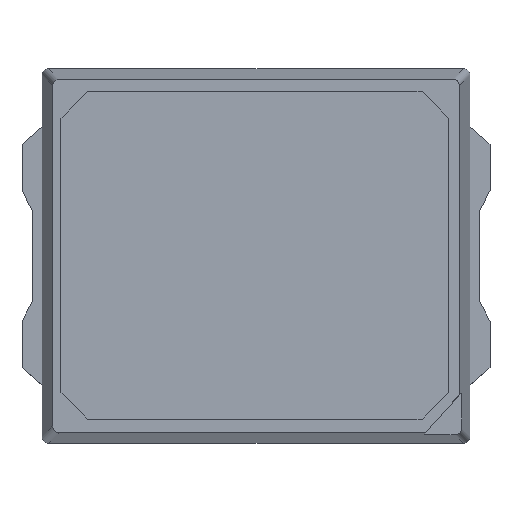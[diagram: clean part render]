
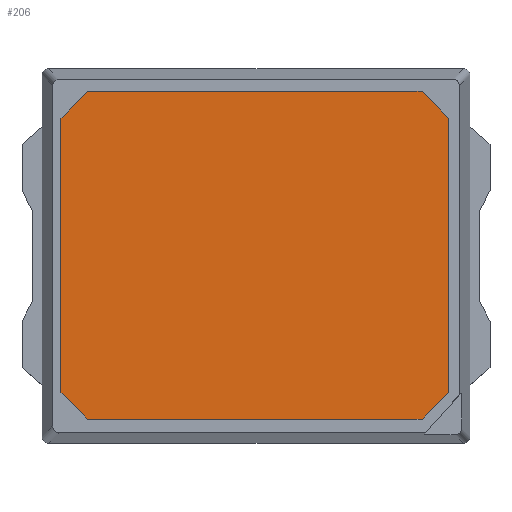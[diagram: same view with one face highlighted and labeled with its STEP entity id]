
A CAD part, top view. The second image highlights one B-rep face of the part: STEP entity #206.
In plain terms, the highlighted planar face has unit normal (0, 0, 1).
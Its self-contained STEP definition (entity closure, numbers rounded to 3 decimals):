
#206=ADVANCED_FACE('',(#423),#311,.T.);
#311=PLANE('',#2375);
#423=FACE_OUTER_BOUND('',#537,.T.);
#537=EDGE_LOOP('',(#943,#944,#945,#946,#947,#948,#949,#950));
#943=ORIENTED_EDGE('',*,*,#1569,.T.);
#944=ORIENTED_EDGE('',*,*,#1573,.T.);
#945=ORIENTED_EDGE('',*,*,#1576,.T.);
#946=ORIENTED_EDGE('',*,*,#1579,.T.);
#947=ORIENTED_EDGE('',*,*,#1582,.T.);
#948=ORIENTED_EDGE('',*,*,#1585,.T.);
#949=ORIENTED_EDGE('',*,*,#1588,.T.);
#950=ORIENTED_EDGE('',*,*,#1590,.T.);
#1309=VERTEX_POINT('',#3322);
#1310=VERTEX_POINT('',#3324);
#1312=VERTEX_POINT('',#3330);
#1314=VERTEX_POINT('',#3336);
#1316=VERTEX_POINT('',#3342);
#1318=VERTEX_POINT('',#3348);
#1320=VERTEX_POINT('',#3354);
#1322=VERTEX_POINT('',#3360);
#1569=EDGE_CURVE('',#1310,#1309,#1857,.T.);
#1573=EDGE_CURVE('',#1309,#1312,#1861,.T.);
#1576=EDGE_CURVE('',#1312,#1314,#1864,.T.);
#1579=EDGE_CURVE('',#1314,#1316,#1867,.T.);
#1582=EDGE_CURVE('',#1316,#1318,#1870,.T.);
#1585=EDGE_CURVE('',#1318,#1320,#1873,.T.);
#1588=EDGE_CURVE('',#1320,#1322,#1876,.T.);
#1590=EDGE_CURVE('',#1322,#1310,#1878,.T.);
#1857=LINE('',#3323,#2145);
#1861=LINE('',#3331,#2149);
#1864=LINE('',#3337,#2152);
#1867=LINE('',#3343,#2155);
#1870=LINE('',#3349,#2158);
#1873=LINE('',#3355,#2161);
#1876=LINE('',#3361,#2164);
#1878=LINE('',#3364,#2166);
#2145=VECTOR('',#2730,1.);
#2149=VECTOR('',#2736,1.);
#2152=VECTOR('',#2741,1.);
#2155=VECTOR('',#2746,1.);
#2158=VECTOR('',#2751,1.);
#2161=VECTOR('',#2756,1.);
#2164=VECTOR('',#2761,1.);
#2166=VECTOR('',#2765,1.);
#2375=AXIS2_PLACEMENT_3D('',#3366,#2768,#2769);
#2730=DIRECTION('',(0.,-1.,0.));
#2736=DIRECTION('',(0.707,-0.707,0.));
#2741=DIRECTION('',(1.,0.,0.));
#2746=DIRECTION('',(0.707,0.707,0.));
#2751=DIRECTION('',(0.,1.,0.));
#2756=DIRECTION('',(-0.707,0.707,0.));
#2761=DIRECTION('',(-1.,0.,0.));
#2765=DIRECTION('',(-0.707,-0.707,0.));
#2768=DIRECTION('',(0.,0.,1.));
#2769=DIRECTION('',(1.,0.,0.));
#3322=CARTESIAN_POINT('',(-1.45,-1.025,0.1));
#3323=CARTESIAN_POINT('',(-1.45,1.025,0.1));
#3324=CARTESIAN_POINT('',(-1.45,1.025,0.1));
#3330=CARTESIAN_POINT('',(-1.25,-1.225,0.1));
#3331=CARTESIAN_POINT('',(-1.45,-1.025,0.1));
#3336=CARTESIAN_POINT('',(1.25,-1.225,0.1));
#3337=CARTESIAN_POINT('',(-1.25,-1.225,0.1));
#3342=CARTESIAN_POINT('',(1.45,-1.025,0.1));
#3343=CARTESIAN_POINT('',(1.25,-1.225,0.1));
#3348=CARTESIAN_POINT('',(1.45,1.025,0.1));
#3349=CARTESIAN_POINT('',(1.45,-1.025,0.1));
#3354=CARTESIAN_POINT('',(1.25,1.225,0.1));
#3355=CARTESIAN_POINT('',(1.45,1.025,0.1));
#3360=CARTESIAN_POINT('',(-1.25,1.225,0.1));
#3361=CARTESIAN_POINT('',(1.25,1.225,0.1));
#3364=CARTESIAN_POINT('',(-1.25,1.225,0.1));
#3366=CARTESIAN_POINT('',(0.,0.,0.1));
